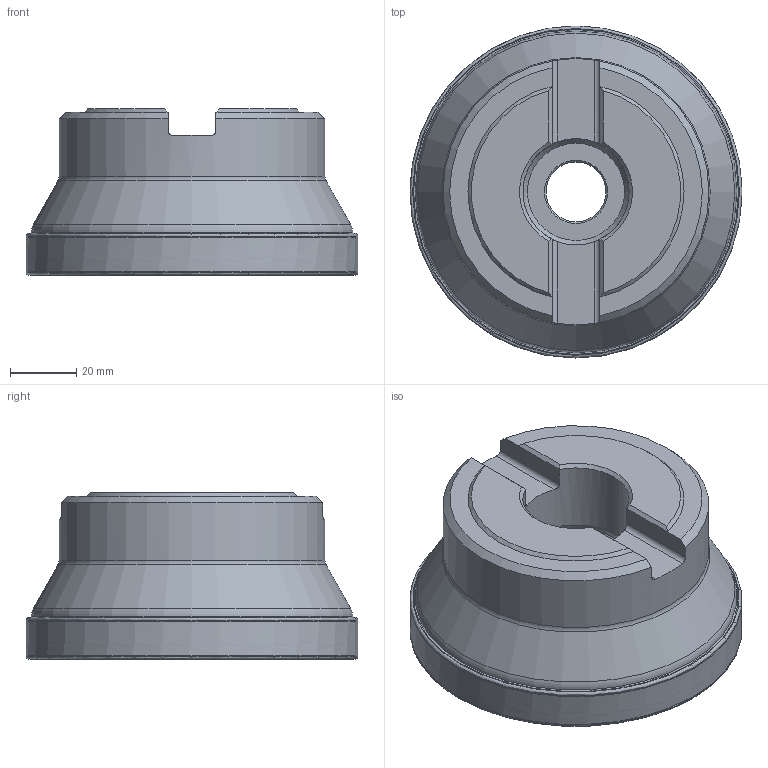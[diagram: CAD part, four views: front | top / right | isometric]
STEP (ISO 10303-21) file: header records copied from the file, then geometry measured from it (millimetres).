
FILE_DESCRIPTION(/* description */ (''),/* implementation_level */ '2;1');
FILE_NAME(/* name */ '100A08R-S90SD12-C_115008887ndi000_00-SIM.stp',/* time_stamp */ '2019-12-12T10:19:42+01:00',/* author */ (''),/* organization */ (''),/* preprocessor_version */ 'ST-DEVELOPER v16.7',/* originating_system */ 'SIEMENS PLM Software NX 12.0',/* authorisation */ '');
FILE_SCHEMA (('AUTOMOTIVE_DESIGN { 1 0 10303 214 3 1 1 1 }'));
Length unit declared in the file: millimetre
Products named in the file (1): hm151B14819Ddyca
Bounding box: 99.88 x 99.88 x 50.01 mm (x, y, z)
Volume: 278427 mm3; surface area: 43791.9 mm2
Topology: 2 solids, 2 shells, 62 faces, 160 edges, 100 vertices
Faces by surface type: revolution 16, plane 16, cone 14, cylinder 9, torus 7
Full cylindrical faces by diameter (mm): 18 x1, 32 x1, 45 x1, 80 x1, 96.8 x1
Entity records: 1973 total; most frequent: CARTESIAN_POINT 717, DIRECTION 244, ORIENTED_EDGE 202, EDGE_CURVE 101, EDGE_LOOP 100, AXIS2_PLACEMENT_3D 100, VERTEX_POINT 77, FACE_BOUND 76
